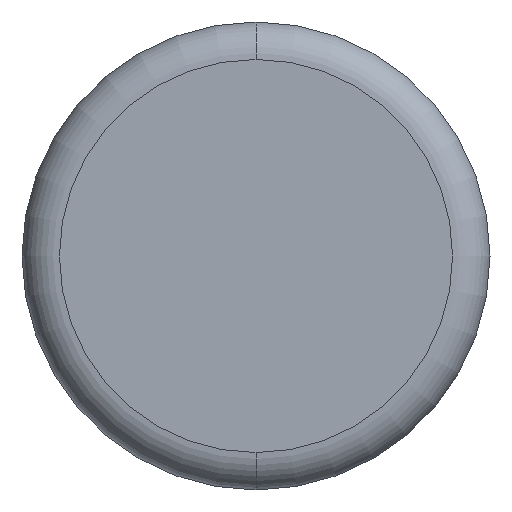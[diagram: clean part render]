
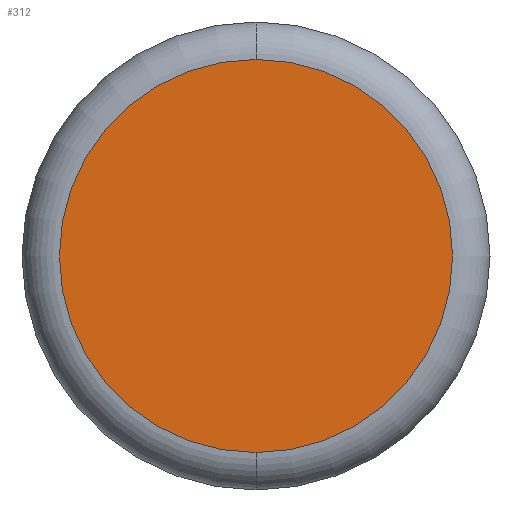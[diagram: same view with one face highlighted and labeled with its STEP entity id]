
A CAD part, front view. The second image highlights one B-rep face of the part: STEP entity #312.
In plain terms, the highlighted planar face has unit normal (0, -1, 0).
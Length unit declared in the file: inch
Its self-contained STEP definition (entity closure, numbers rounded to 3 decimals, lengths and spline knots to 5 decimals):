
#6 = EDGE_CURVE ( 'NONE', #288, #141, #291, .T. ) ;
#78 = ORIENTED_EDGE ( 'NONE', *, *, #6, .T. ) ;
#81 = DIRECTION ( 'NONE',  ( 0., 0., -1. ) ) ;
#141 = VERTEX_POINT ( 'NONE', #265 ) ;
#148 = CARTESIAN_POINT ( 'NONE',  ( 0., 0., 0. ) ) ;
#152 = FACE_OUTER_BOUND ( 'NONE', #208, .T. ) ;
#157 = EDGE_CURVE ( 'NONE', #141, #288, #375, .T. ) ;
#208 = EDGE_LOOP ( 'NONE', ( #78, #223 ) ) ;
#211 = DIRECTION ( 'NONE',  ( 0., -1., 0. ) ) ;
#223 = ORIENTED_EDGE ( 'NONE', *, *, #157, .T. ) ;
#243 = DIRECTION ( 'NONE',  ( 0., -1., 0. ) ) ;
#251 = PLANE ( 'NONE',  #516 ) ;
#265 = CARTESIAN_POINT ( 'NONE',  ( 0., 0., 0.315 ) ) ;
#284 = CARTESIAN_POINT ( 'NONE',  ( 0., 0., 0. ) ) ;
#288 = VERTEX_POINT ( 'NONE', #363 ) ;
#291 = CIRCLE ( 'NONE', #366, 0.315 ) ;
#312 = ADVANCED_FACE ( 'NONE', ( #152 ), #251, .T. ) ;
#322 = DIRECTION ( 'NONE',  ( 0., 0., -1. ) ) ;
#348 = AXIS2_PLACEMENT_3D ( 'NONE', #284, #243, #81 ) ;
#363 = CARTESIAN_POINT ( 'NONE',  ( 0., 0., -0.315 ) ) ;
#366 = AXIS2_PLACEMENT_3D ( 'NONE', #389, #435, #475 ) ;
#375 = CIRCLE ( 'NONE', #348, 0.315 ) ;
#389 = CARTESIAN_POINT ( 'NONE',  ( 0., 0., 0. ) ) ;
#435 = DIRECTION ( 'NONE',  ( 0., -1., 0. ) ) ;
#475 = DIRECTION ( 'NONE',  ( 0., 0., -1. ) ) ;
#516 = AXIS2_PLACEMENT_3D ( 'NONE', #148, #211, #322 ) ;
